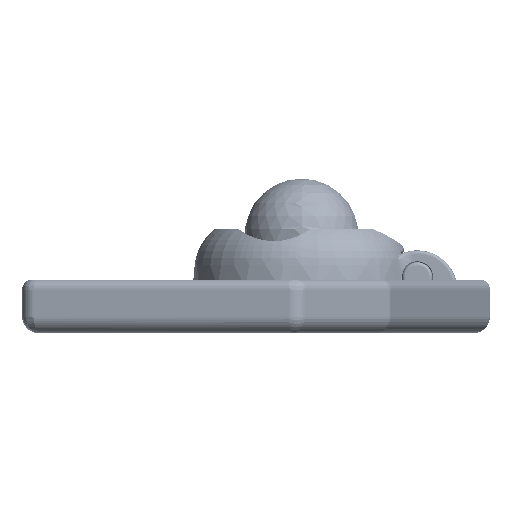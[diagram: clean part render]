
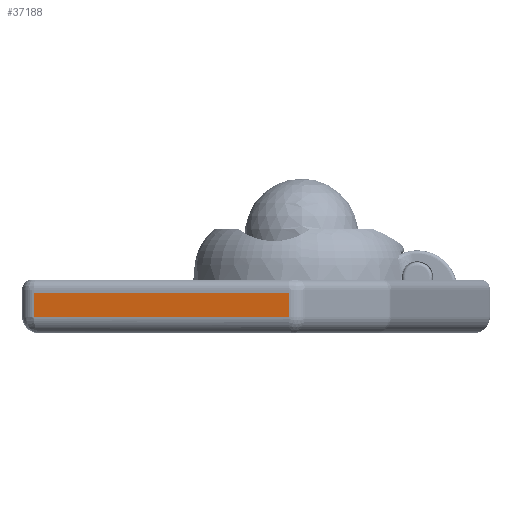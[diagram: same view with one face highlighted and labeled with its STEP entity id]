
A CAD part, left-side view. The second image highlights one B-rep face of the part: STEP entity #37188.
In plain terms, the highlighted planar face has unit normal (-0.986, 0.164, 0).
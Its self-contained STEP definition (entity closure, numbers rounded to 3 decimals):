
#8281=FACE_OUTER_BOUND('',#11862,.T.);
#11862=EDGE_LOOP('',(#34287,#34288,#34289,#34290));
#13775=LINE('',#68454,#15787);
#13776=LINE('',#68456,#15788);
#13777=LINE('',#68458,#15789);
#13778=LINE('',#68459,#15790);
#15787=VECTOR('',#52598,10.);
#15788=VECTOR('',#52599,10.);
#15789=VECTOR('',#52600,10.);
#15790=VECTOR('',#52601,10.);
#19193=VERTEX_POINT('',#68452);
#19194=VERTEX_POINT('',#68453);
#19195=VERTEX_POINT('',#68455);
#19196=VERTEX_POINT('',#68457);
#24268=EDGE_CURVE('',#19193,#19194,#13775,.T.);
#24269=EDGE_CURVE('',#19195,#19193,#13776,.T.);
#24270=EDGE_CURVE('',#19196,#19195,#13777,.T.);
#24271=EDGE_CURVE('',#19194,#19196,#13778,.T.);
#34287=ORIENTED_EDGE('',*,*,#24268,.F.);
#34288=ORIENTED_EDGE('',*,*,#24269,.F.);
#34289=ORIENTED_EDGE('',*,*,#24270,.F.);
#34290=ORIENTED_EDGE('',*,*,#24271,.F.);
#35379=PLANE('',#41783);
#37188=ADVANCED_FACE('',(#8281),#35379,.T.);
#41783=AXIS2_PLACEMENT_3D('',#68451,#52596,#52597);
#52596=DIRECTION('center_axis',(-0.986,0.164,0.));
#52597=DIRECTION('ref_axis',(-0.164,-0.986,0.));
#52598=DIRECTION('',(0.,0.,1.));
#52599=DIRECTION('',(0.164,0.986,0.));
#52600=DIRECTION('',(0.,0.,-1.));
#52601=DIRECTION('',(-0.164,-0.986,0.));
#68451=CARTESIAN_POINT('Origin',(-143.258,65.179,2.6));
#68452=CARTESIAN_POINT('',(-143.59,63.184,5.6));
#68453=CARTESIAN_POINT('',(-143.59,63.184,12.6));
#68454=CARTESIAN_POINT('',(-143.59,63.184,2.6));
#68455=CARTESIAN_POINT('',(-156.207,-12.608,5.6));
#68456=CARTESIAN_POINT('',(-146.845,43.636,5.6));
#68457=CARTESIAN_POINT('',(-156.207,-12.608,12.6));
#68458=CARTESIAN_POINT('',(-156.207,-12.608,2.6));
#68459=CARTESIAN_POINT('',(-146.845,43.636,12.6));
